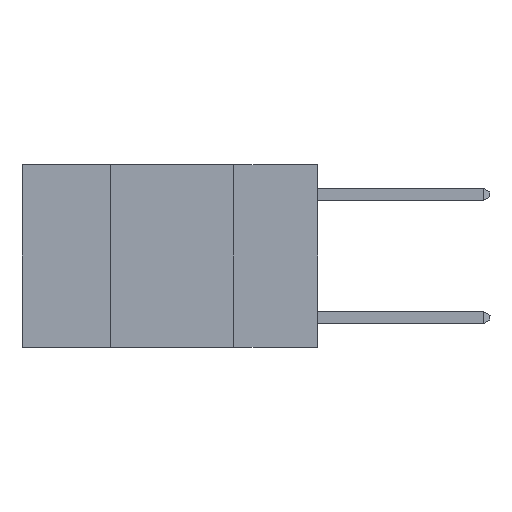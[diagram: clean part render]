
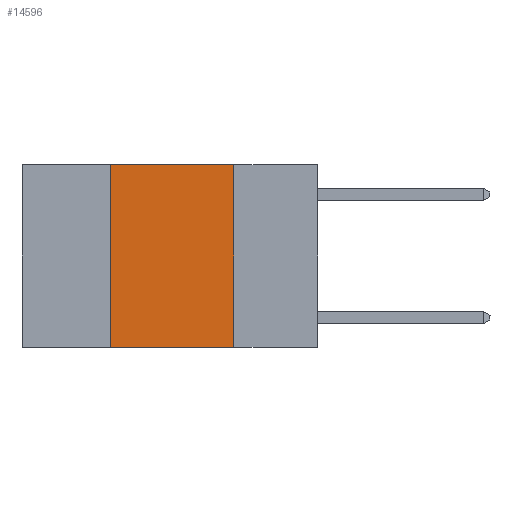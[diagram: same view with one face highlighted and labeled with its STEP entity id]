
A CAD part, left-side view. The second image highlights one B-rep face of the part: STEP entity #14596.
In plain terms, the highlighted planar face has unit normal (-1, 0, 0).
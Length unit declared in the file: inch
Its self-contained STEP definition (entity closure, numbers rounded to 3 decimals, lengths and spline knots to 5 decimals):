
#462 = AXIS2_PLACEMENT_3D ( 'NONE', #10953, #6848, #21048 ) ;
#581 = CARTESIAN_POINT ( 'NONE',  ( 0., 0.17, 0. ) ) ;
#960 = DIRECTION ( 'NONE',  ( 0., 0., 1. ) ) ;
#1716 = FACE_OUTER_BOUND ( 'NONE', #7451, .T. ) ;
#3463 = CARTESIAN_POINT ( 'NONE',  ( 0., 0.42, 0. ) ) ;
#4173 = LINE ( 'NONE', #19839, #19945 ) ;
#5528 = VECTOR ( 'NONE', #24340, 39.37008 ) ;
#6204 = LINE ( 'NONE', #8240, #5528 ) ;
#6848 = DIRECTION ( 'NONE',  ( 1., 0., 0. ) ) ;
#7161 = CARTESIAN_POINT ( 'NONE',  ( 0., 0.42, -0.37 ) ) ;
#7451 = EDGE_LOOP ( 'NONE', ( #17325, #20573, #16590, #18085 ) ) ;
#8240 = CARTESIAN_POINT ( 'NONE',  ( 0., 0.17, 0. ) ) ;
#8999 = VERTEX_POINT ( 'NONE', #3463 ) ;
#9009 = VECTOR ( 'NONE', #960, 39.37008 ) ;
#10953 = CARTESIAN_POINT ( 'NONE',  ( 0., 0.6, 0. ) ) ;
#11591 = VERTEX_POINT ( 'NONE', #581 ) ;
#13246 = EDGE_CURVE ( 'NONE', #11591, #14609, #6204, .T. ) ;
#14426 = LINE ( 'NONE', #19641, #9009 ) ;
#14596 = ADVANCED_FACE ( 'NONE', ( #1716 ), #19066, .F. ) ;
#14609 = VERTEX_POINT ( 'NONE', #23045 ) ;
#15047 = CARTESIAN_POINT ( 'NONE',  ( 0., 0.6, 0. ) ) ;
#15285 = EDGE_CURVE ( 'NONE', #15943, #8999, #14426, .T. ) ;
#15943 = VERTEX_POINT ( 'NONE', #7161 ) ;
#16590 = ORIENTED_EDGE ( 'NONE', *, *, #15285, .F. ) ;
#17075 = DIRECTION ( 'NONE',  ( 0., -1., 0. ) ) ;
#17325 = ORIENTED_EDGE ( 'NONE', *, *, #13246, .F. ) ;
#17823 = DIRECTION ( 'NONE',  ( 0., -1., 0. ) ) ;
#18085 = ORIENTED_EDGE ( 'NONE', *, *, #22161, .T. ) ;
#19066 = PLANE ( 'NONE',  #462 ) ;
#19641 = CARTESIAN_POINT ( 'NONE',  ( 0., 0.42, 0. ) ) ;
#19839 = CARTESIAN_POINT ( 'NONE',  ( 0., 0.6, -0.37 ) ) ;
#19945 = VECTOR ( 'NONE', #17823, 39.37008 ) ;
#20573 = ORIENTED_EDGE ( 'NONE', *, *, #23973, .F. ) ;
#21048 = DIRECTION ( 'NONE',  ( 0., 0., -1. ) ) ;
#22161 = EDGE_CURVE ( 'NONE', #15943, #14609, #4173, .T. ) ;
#23045 = CARTESIAN_POINT ( 'NONE',  ( 0., 0.17, -0.37 ) ) ;
#23973 = EDGE_CURVE ( 'NONE', #8999, #11591, #24782, .T. ) ;
#24153 = VECTOR ( 'NONE', #17075, 39.37008 ) ;
#24340 = DIRECTION ( 'NONE',  ( 0., 0., -1. ) ) ;
#24782 = LINE ( 'NONE', #15047, #24153 ) ;
